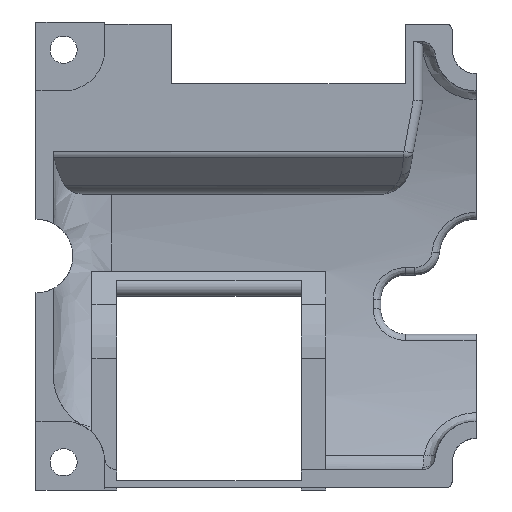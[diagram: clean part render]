
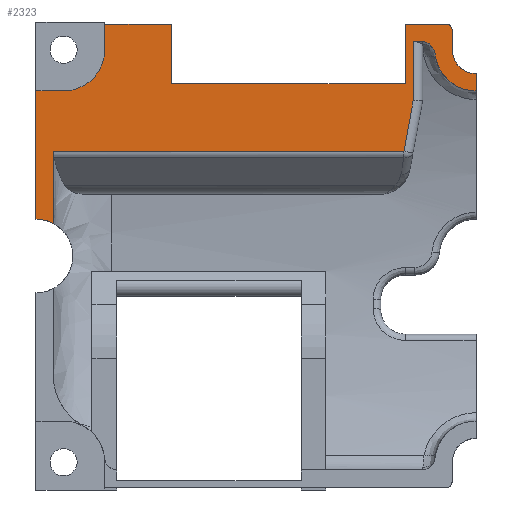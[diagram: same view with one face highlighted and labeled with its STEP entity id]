
A CAD part, front view. The second image highlights one B-rep face of the part: STEP entity #2323.
In plain terms, the highlighted planar face has unit normal (0, -1, 0).
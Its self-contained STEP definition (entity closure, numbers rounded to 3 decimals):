
#77=ELLIPSE('',#2517,0.517,0.502);
#143=B_SPLINE_CURVE_WITH_KNOTS('',3,(#4846,#4847,#4848,#4849,#4850,#4851,
#4852,#4853,#4854,#4855),.UNSPECIFIED.,.F.,.F.,(4,2,2,2,4),(0.,0.049,
0.097,0.135,0.174),.UNSPECIFIED.);
#189=PLANE('',#2520);
#295=FACE_OUTER_BOUND('',#427,.T.);
#427=EDGE_LOOP('',(#1955,#1956,#1957,#1958,#1959,#1960,#1961,#1962,#1963,
#1964,#1965,#1966,#1967,#1968,#1969,#1970,#1971,#1972,#1973,#1974,#1975,
#1976));
#567=LINE('',#3963,#733);
#577=LINE('',#4065,#743);
#587=LINE('',#4182,#753);
#588=LINE('',#4185,#754);
#592=LINE('',#4255,#758);
#594=LINE('',#4322,#760);
#612=LINE('',#4688,#778);
#613=LINE('',#4842,#779);
#614=LINE('',#4844,#780);
#615=LINE('',#4859,#781);
#616=LINE('',#4861,#782);
#617=LINE('',#4863,#783);
#618=LINE('',#4865,#784);
#619=LINE('',#4866,#785);
#620=LINE('',#4868,#786);
#621=LINE('',#4871,#787);
#733=VECTOR('',#2854,10.);
#743=VECTOR('',#2882,10.);
#753=VECTOR('',#2924,10.);
#754=VECTOR('',#2929,10.);
#758=VECTOR('',#2941,10.);
#760=VECTOR('',#2945,10.);
#778=VECTOR('',#2997,10.);
#779=VECTOR('',#3006,10.);
#780=VECTOR('',#3007,10.);
#781=VECTOR('',#3012,10.);
#782=VECTOR('',#3013,10.);
#783=VECTOR('',#3014,10.);
#784=VECTOR('',#3015,10.);
#785=VECTOR('',#3016,10.);
#786=VECTOR('',#3017,10.);
#787=VECTOR('',#3020,10.);
#889=CIRCLE('',#2521,3.35);
#890=CIRCLE('',#2522,1.95);
#891=CIRCLE('',#2523,3.35);
#892=CIRCLE('',#2524,3.);
#1025=VERTEX_POINT('',#3960);
#1026=VERTEX_POINT('',#3962);
#1043=VERTEX_POINT('',#4040);
#1046=VERTEX_POINT('',#4063);
#1060=VERTEX_POINT('',#4168);
#1061=VERTEX_POINT('',#4181);
#1066=VERTEX_POINT('',#4254);
#1071=VERTEX_POINT('',#4320);
#1072=VERTEX_POINT('',#4321);
#1100=VERTEX_POINT('',#4670);
#1101=VERTEX_POINT('',#4687);
#1102=VERTEX_POINT('',#4756);
#1103=VERTEX_POINT('',#4757);
#1107=VERTEX_POINT('',#4841);
#1108=VERTEX_POINT('',#4843);
#1109=VERTEX_POINT('',#4845);
#1110=VERTEX_POINT('',#4857);
#1111=VERTEX_POINT('',#4860);
#1112=VERTEX_POINT('',#4862);
#1113=VERTEX_POINT('',#4864);
#1114=VERTEX_POINT('',#4867);
#1115=VERTEX_POINT('',#4870);
#1304=EDGE_CURVE('',#1026,#1025,#567,.T.);
#1327=EDGE_CURVE('',#1046,#1043,#577,.T.);
#1350=EDGE_CURVE('',#1060,#1061,#587,.T.);
#1352=EDGE_CURVE('',#1061,#1046,#588,.T.);
#1361=EDGE_CURVE('',#1066,#1043,#592,.T.);
#1367=EDGE_CURVE('',#1071,#1072,#594,.T.);
#1410=EDGE_CURVE('',#1100,#1101,#612,.T.);
#1412=EDGE_CURVE('',#1102,#1103,#77,.T.);
#1420=EDGE_CURVE('',#1107,#1060,#613,.T.);
#1421=EDGE_CURVE('',#1107,#1108,#614,.T.);
#1422=EDGE_CURVE('',#1109,#1108,#143,.T.);
#1423=EDGE_CURVE('',#1109,#1026,#889,.T.);
#1424=EDGE_CURVE('',#1110,#1025,#890,.T.);
#1425=EDGE_CURVE('',#1103,#1110,#615,.T.);
#1426=EDGE_CURVE('',#1111,#1102,#616,.T.);
#1427=EDGE_CURVE('',#1112,#1111,#617,.T.);
#1428=EDGE_CURVE('',#1113,#1112,#618,.T.);
#1429=EDGE_CURVE('',#1101,#1113,#619,.T.);
#1430=EDGE_CURVE('',#1114,#1100,#620,.T.);
#1431=EDGE_CURVE('',#1072,#1114,#891,.T.);
#1432=EDGE_CURVE('',#1115,#1071,#621,.T.);
#1433=EDGE_CURVE('',#1115,#1066,#892,.T.);
#1955=ORIENTED_EDGE('',*,*,#1327,.F.);
#1956=ORIENTED_EDGE('',*,*,#1352,.F.);
#1957=ORIENTED_EDGE('',*,*,#1350,.F.);
#1958=ORIENTED_EDGE('',*,*,#1420,.F.);
#1959=ORIENTED_EDGE('',*,*,#1421,.T.);
#1960=ORIENTED_EDGE('',*,*,#1422,.F.);
#1961=ORIENTED_EDGE('',*,*,#1423,.T.);
#1962=ORIENTED_EDGE('',*,*,#1304,.T.);
#1963=ORIENTED_EDGE('',*,*,#1424,.F.);
#1964=ORIENTED_EDGE('',*,*,#1425,.F.);
#1965=ORIENTED_EDGE('',*,*,#1412,.F.);
#1966=ORIENTED_EDGE('',*,*,#1426,.F.);
#1967=ORIENTED_EDGE('',*,*,#1427,.F.);
#1968=ORIENTED_EDGE('',*,*,#1428,.F.);
#1969=ORIENTED_EDGE('',*,*,#1429,.F.);
#1970=ORIENTED_EDGE('',*,*,#1410,.F.);
#1971=ORIENTED_EDGE('',*,*,#1430,.F.);
#1972=ORIENTED_EDGE('',*,*,#1431,.F.);
#1973=ORIENTED_EDGE('',*,*,#1367,.F.);
#1974=ORIENTED_EDGE('',*,*,#1432,.F.);
#1975=ORIENTED_EDGE('',*,*,#1433,.T.);
#1976=ORIENTED_EDGE('',*,*,#1361,.T.);
#2323=ADVANCED_FACE('',(#295),#189,.F.);
#2517=AXIS2_PLACEMENT_3D('',#4758,#2998,#2999);
#2520=AXIS2_PLACEMENT_3D('',#4840,#3004,#3005);
#2521=AXIS2_PLACEMENT_3D('',#4856,#3008,#3009);
#2522=AXIS2_PLACEMENT_3D('',#4858,#3010,#3011);
#2523=AXIS2_PLACEMENT_3D('',#4869,#3018,#3019);
#2524=AXIS2_PLACEMENT_3D('',#4872,#3021,#3022);
#2854=DIRECTION('',(0.,0.,1.));
#2882=DIRECTION('',(-1.,0.,0.));
#2924=DIRECTION('',(0.,0.,-1.));
#2929=DIRECTION('',(-0.181,0.,-0.983));
#2941=DIRECTION('',(0.,0.,1.));
#2945=DIRECTION('',(1.,0.,0.));
#2997=DIRECTION('',(1.,0.,0.));
#2998=DIRECTION('center_axis',(0.,1.,0.));
#2999=DIRECTION('ref_axis',(0.084,0.,0.996));
#3004=DIRECTION('center_axis',(0.,1.,0.));
#3005=DIRECTION('ref_axis',(1.,0.,0.));
#3006=DIRECTION('',(-1.,0.,0.));
#3007=DIRECTION('',(1.,0.,0.));
#3008=DIRECTION('center_axis',(0.,-1.,0.));
#3009=DIRECTION('ref_axis',(0.,0.,-1.));
#3010=DIRECTION('center_axis',(0.,-1.,0.));
#3011=DIRECTION('ref_axis',(0.,0.,-1.));
#3012=DIRECTION('',(0.,0.,-1.));
#3013=DIRECTION('',(1.,0.,0.));
#3014=DIRECTION('',(0.,0.,1.));
#3015=DIRECTION('',(1.,0.,0.));
#3016=DIRECTION('',(0.,0.,-1.));
#3017=DIRECTION('',(0.,0.,1.));
#3018=DIRECTION('center_axis',(0.,-1.,0.));
#3019=DIRECTION('ref_axis',(1.,0.,0.));
#3020=DIRECTION('',(0.,0.,1.));
#3021=DIRECTION('center_axis',(0.,1.,0.));
#3022=DIRECTION('ref_axis',(1.,0.,0.));
#3960=CARTESIAN_POINT('',(16.75,2.5,14.8));
#3962=CARTESIAN_POINT('',(16.75,2.5,13.4));
#3963=CARTESIAN_POINT('',(16.75,2.5,0.));
#4040=CARTESIAN_POINT('',(-17.6,2.5,8.511));
#4063=CARTESIAN_POINT('',(10.884,2.5,8.511));
#4065=CARTESIAN_POINT('',(2.75,2.5,8.511));
#4168=CARTESIAN_POINT('',(11.65,2.5,17.386));
#4181=CARTESIAN_POINT('',(11.65,2.5,12.669));
#4182=CARTESIAN_POINT('',(11.65,2.5,9.5));
#4185=CARTESIAN_POINT('',(10.336,2.5,5.538));
#4254=CARTESIAN_POINT('',(-17.6,2.5,2.653));
#4255=CARTESIAN_POINT('',(-17.6,2.5,0.));
#4320=CARTESIAN_POINT('',(-19.,2.5,13.4));
#4321=CARTESIAN_POINT('',(-16.75,2.5,13.4));
#4322=CARTESIAN_POINT('',(-10.8,2.5,13.4));
#4670=CARTESIAN_POINT('',(-13.4,2.5,18.836));
#4687=CARTESIAN_POINT('',(-8.,2.5,18.836));
#4688=CARTESIAN_POINT('',(-13.4,2.5,18.836));
#4756=CARTESIAN_POINT('',(14.3,2.5,18.836));
#4757=CARTESIAN_POINT('',(14.8,2.5,18.321));
#4758=CARTESIAN_POINT('Origin',(14.297,2.5,18.319));
#4840=CARTESIAN_POINT('Origin',(0.,2.5,0.));
#4841=CARTESIAN_POINT('',(12.4,2.5,17.386));
#4842=CARTESIAN_POINT('',(12.4,2.5,17.386));
#4843=CARTESIAN_POINT('',(12.412,2.5,17.386));
#4844=CARTESIAN_POINT('',(12.4,2.5,17.386));
#4845=CARTESIAN_POINT('',(13.417,2.5,16.415));
#4846=CARTESIAN_POINT('Ctrl Pts',(13.417,2.5,16.415));
#4847=CARTESIAN_POINT('Ctrl Pts',(13.4,2.5,16.578));
#4848=CARTESIAN_POINT('Ctrl Pts',(13.353,2.5,16.724));
#4849=CARTESIAN_POINT('Ctrl Pts',(13.22,2.5,16.972));
#4850=CARTESIAN_POINT('Ctrl Pts',(13.132,2.5,17.08));
#4851=CARTESIAN_POINT('Ctrl Pts',(12.938,2.5,17.237));
#4852=CARTESIAN_POINT('Ctrl Pts',(12.84,2.5,17.292));
#4853=CARTESIAN_POINT('Ctrl Pts',(12.632,2.5,17.367));
#4854=CARTESIAN_POINT('Ctrl Pts',(12.522,2.5,17.386));
#4855=CARTESIAN_POINT('Ctrl Pts',(12.412,2.5,17.386));
#4856=CARTESIAN_POINT('Origin',(16.75,2.5,16.75));
#4857=CARTESIAN_POINT('',(14.8,2.5,16.75));
#4858=CARTESIAN_POINT('Origin',(16.75,2.5,16.75));
#4859=CARTESIAN_POINT('',(14.8,2.5,8.375));
#4860=CARTESIAN_POINT('',(11.,2.5,18.836));
#4861=CARTESIAN_POINT('',(11.,2.5,18.836));
#4862=CARTESIAN_POINT('',(11.,2.5,14.));
#4863=CARTESIAN_POINT('',(11.,2.5,9.5));
#4864=CARTESIAN_POINT('',(-8.,2.5,14.));
#4865=CARTESIAN_POINT('',(5.5,2.5,14.));
#4866=CARTESIAN_POINT('',(-8.,2.5,7.));
#4867=CARTESIAN_POINT('',(-13.4,2.5,16.75));
#4868=CARTESIAN_POINT('',(-13.4,2.5,16.75));
#4869=CARTESIAN_POINT('Origin',(-16.75,2.5,16.75));
#4870=CARTESIAN_POINT('',(-19.,2.5,3.));
#4871=CARTESIAN_POINT('',(-19.,2.5,0.));
#4872=CARTESIAN_POINT('Origin',(-19.,2.5,0.));
